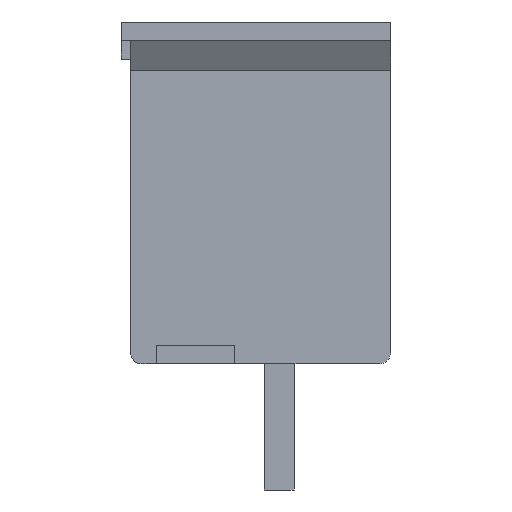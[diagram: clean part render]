
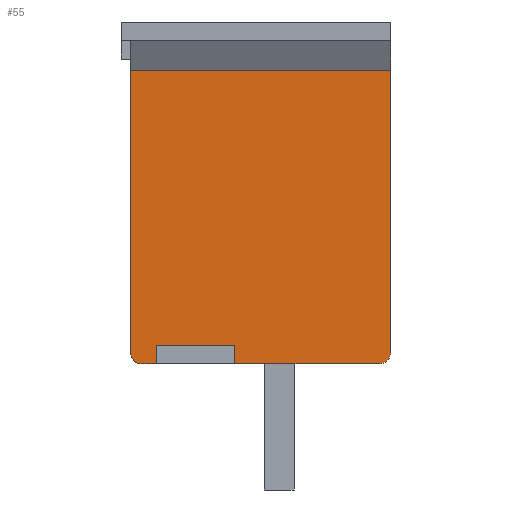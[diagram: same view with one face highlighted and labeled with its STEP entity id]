
A CAD part, left-side view. The second image highlights one B-rep face of the part: STEP entity #55.
In plain terms, the highlighted planar face has unit normal (-1, 0, 0).
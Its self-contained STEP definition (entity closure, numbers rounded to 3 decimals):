
#55=ADVANCED_FACE('',(#281),#282,.T.);
#281=FACE_OUTER_BOUND('',#719,.T.);
#282=PLANE('',#720);
#719=EDGE_LOOP('',(#1253,#1254,#1255,#1256,#1257,#1258,#1259,#1260,#1261,#1262));
#720=AXIS2_PLACEMENT_3D('',#1263,#1264,#1265);
#1253=ORIENTED_EDGE('',*,*,#2937,.T.);
#1254=ORIENTED_EDGE('',*,*,#2960,.T.);
#1255=ORIENTED_EDGE('',*,*,#2961,.F.);
#1256=ORIENTED_EDGE('',*,*,#2962,.F.);
#1257=ORIENTED_EDGE('',*,*,#2933,.T.);
#1258=ORIENTED_EDGE('',*,*,#2963,.T.);
#1259=ORIENTED_EDGE('',*,*,#2964,.F.);
#1260=ORIENTED_EDGE('',*,*,#2965,.F.);
#1261=ORIENTED_EDGE('',*,*,#2890,.T.);
#1262=ORIENTED_EDGE('',*,*,#2913,.F.);
#1263=CARTESIAN_POINT('',(-4.0,4.0,-1.3));
#1264=DIRECTION('',(-1.0,0.0,0.0));
#1265=DIRECTION('',(0.0,0.0,1.0));
#2890=EDGE_CURVE('',#3446,#3444,#3447,.T.);
#2913=EDGE_CURVE('',#3488,#3444,#3491,.T.);
#2933=EDGE_CURVE('',#3526,#3524,#3527,.T.);
#2937=EDGE_CURVE('',#3488,#3532,#3534,.T.);
#2960=EDGE_CURVE('',#3532,#3577,#3578,.T.);
#2961=EDGE_CURVE('',#3579,#3577,#3580,.T.);
#2962=EDGE_CURVE('',#3526,#3579,#3581,.T.);
#2963=EDGE_CURVE('',#3524,#3582,#3583,.T.);
#2964=EDGE_CURVE('',#3584,#3582,#3585,.T.);
#2965=EDGE_CURVE('',#3446,#3584,#3586,.T.);
#3444=VERTEX_POINT('',#4338);
#3446=VERTEX_POINT('',#4341);
#3447=LINE('',#4342,#4343);
#3488=VERTEX_POINT('',#4413);
#3491=CIRCLE('',#4417,0.3);
#3524=VERTEX_POINT('',#4490);
#3526=VERTEX_POINT('',#4493);
#3527=LINE('',#4494,#4495);
#3532=VERTEX_POINT('',#4502);
#3534=LINE('',#4505,#4506);
#3577=VERTEX_POINT('',#4571);
#3578=LINE('',#4572,#4573);
#3579=VERTEX_POINT('',#4574);
#3580=LINE('',#4575,#4576);
#3581=LINE('',#4577,#4578);
#3582=VERTEX_POINT('',#4579);
#3583=CIRCLE('',#4580,0.3);
#3584=VERTEX_POINT('',#4581);
#3585=LINE('',#4582,#4583);
#3586=LINE('',#4584,#4585);
#4338=CARTESIAN_POINT('',(-4.0,4.0,-8.9));
#4341=CARTESIAN_POINT('',(-4.0,4.0,-1.3));
#4342=CARTESIAN_POINT('',(-4.0,4.0,-1.3));
#4343=VECTOR('',#5950,7.6);
#4413=CARTESIAN_POINT('',(-4.0,3.7,-9.2));
#4417=AXIS2_PLACEMENT_3D('',#5974,#5975,#5976);
#4490=CARTESIAN_POINT('',(-4.0,-2.7,-9.2));
#4493=CARTESIAN_POINT('',(-4.0,1.2,-9.2));
#4494=CARTESIAN_POINT('',(-4.0,1.2,-9.2));
#4495=VECTOR('',#6003,3.9);
#4502=CARTESIAN_POINT('',(-4.0,3.3,-9.2));
#4505=CARTESIAN_POINT('',(-4.0,3.7,-9.2));
#4506=VECTOR('',#6007,0.4);
#4571=CARTESIAN_POINT('',(-4.0,3.3,-8.7));
#4572=CARTESIAN_POINT('',(-4.0,3.3,-9.2));
#4573=VECTOR('',#6030,0.5);
#4574=CARTESIAN_POINT('',(-4.0,1.2,-8.7));
#4575=CARTESIAN_POINT('',(-4.0,1.2,-8.7));
#4576=VECTOR('',#6031,2.1);
#4577=CARTESIAN_POINT('',(-4.0,1.2,-9.2));
#4578=VECTOR('',#6032,0.5);
#4579=CARTESIAN_POINT('',(-4.0,-3.0,-8.9));
#4580=AXIS2_PLACEMENT_3D('',#6033,#6034,#6035);
#4581=CARTESIAN_POINT('',(-4.0,-3.0,-1.3));
#4582=CARTESIAN_POINT('',(-4.0,-3.0,-1.3));
#4583=VECTOR('',#6036,7.6);
#4584=CARTESIAN_POINT('',(-4.0,4.0,-1.3));
#4585=VECTOR('',#6037,7.0);
#5950=DIRECTION('',(0.0,0.0,-1.0));
#5974=CARTESIAN_POINT('',(-4.0,3.7,-8.9));
#5975=DIRECTION('',(1.0,0.0,0.0));
#5976=DIRECTION('',(0.0,0.0,-1.0));
#6003=DIRECTION('',(0.0,-1.0,0.0));
#6007=DIRECTION('',(0.0,-1.0,0.0));
#6030=DIRECTION('',(0.0,0.0,1.0));
#6031=DIRECTION('',(0.0,1.0,0.0));
#6032=DIRECTION('',(0.0,0.0,1.0));
#6033=CARTESIAN_POINT('',(-4.0,-2.7,-8.9));
#6034=DIRECTION('',(-1.0,-0.0,0.0));
#6035=DIRECTION('',(0.0,0.,-1.0));
#6036=DIRECTION('',(0.0,0.0,-1.0));
#6037=DIRECTION('',(0.0,-1.0,0.0));
